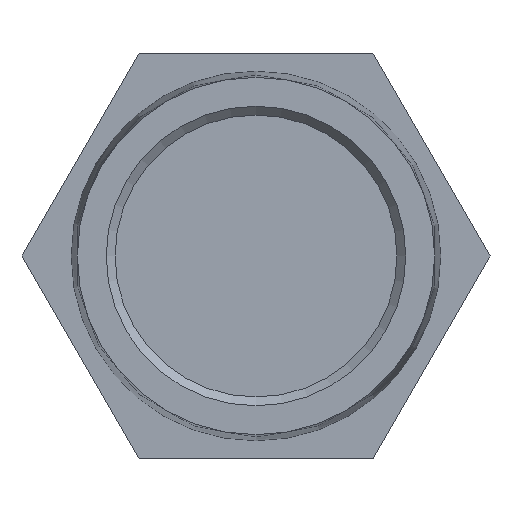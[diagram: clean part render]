
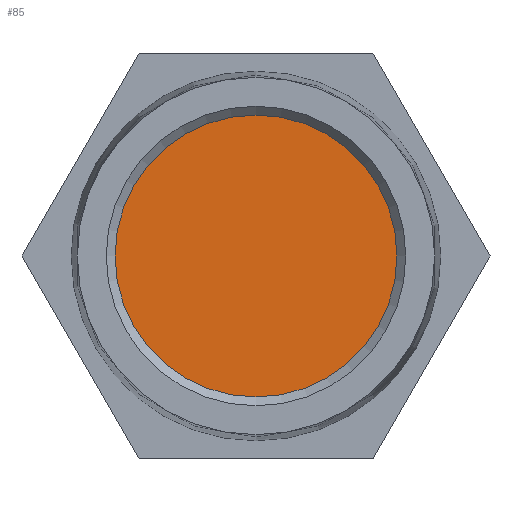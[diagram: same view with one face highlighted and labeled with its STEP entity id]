
A CAD part, front view. The second image highlights one B-rep face of the part: STEP entity #85.
In plain terms, the highlighted planar face has unit normal (0, -1, 0).
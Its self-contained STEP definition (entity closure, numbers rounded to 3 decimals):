
#85 = ADVANCED_FACE( '', ( #179 ), #180, .T. );
#179 = FACE_OUTER_BOUND( '', #270, .T. );
#180 = PLANE( '', #271 );
#270 = EDGE_LOOP( '', ( #421 ) );
#271 = AXIS2_PLACEMENT_3D( '', #422, #423, #424 );
#421 = ORIENTED_EDGE( '', *, *, #494, .T. );
#422 = CARTESIAN_POINT( '', ( 0., 15., 0. ) );
#423 = DIRECTION( '', ( 0., -1., 0. ) );
#424 = DIRECTION( '', ( 1., 0., 0. ) );
#494 = EDGE_CURVE( '', #575, #575, #576, .T. );
#575 = VERTEX_POINT( '', #676 );
#576 = CIRCLE( '', #677, 16. );
#676 = CARTESIAN_POINT( '', ( -16., 15., 0. ) );
#677 = AXIS2_PLACEMENT_3D( '', #740, #741, #742 );
#740 = CARTESIAN_POINT( '', ( 0., 15., 0. ) );
#741 = DIRECTION( '', ( 0., -1., 0. ) );
#742 = DIRECTION( '', ( -1., 0., 0. ) );
